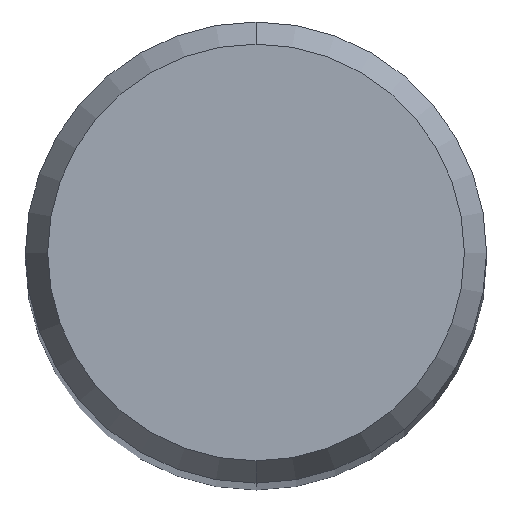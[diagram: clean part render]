
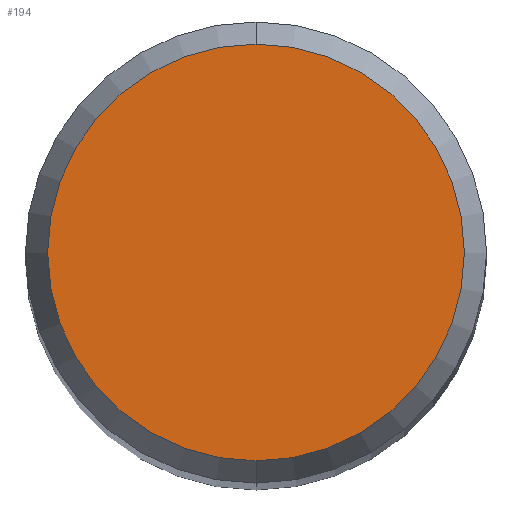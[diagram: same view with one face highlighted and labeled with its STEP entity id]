
A CAD part, top view. The second image highlights one B-rep face of the part: STEP entity #194.
In plain terms, the highlighted planar face has unit normal (0, 0, 1).
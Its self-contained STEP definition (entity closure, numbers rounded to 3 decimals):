
#194=ADVANCED_FACE('',(#491),#492,.T.);
#208=VERTEX_POINT('',#509);
#234=EDGE_CURVE('',#208,#306,#539,.T.);
#274=EDGE_CURVE('',#306,#208,#583,.T.);
#306=VERTEX_POINT('',#617);
#491=FACE_OUTER_BOUND('',#837,.T.);
#492=PLANE('',#838);
#509=CARTESIAN_POINT('',(0.0,2.152,0.));
#539=CIRCLE('',#974,2.152);
#583=CIRCLE('',#1094,2.152);
#617=CARTESIAN_POINT('',(0.,-2.152,0.));
#837=EDGE_LOOP('',(#1424,#1425));
#838=AXIS2_PLACEMENT_3D('',#1426,#1427,#1428);
#974=AXIS2_PLACEMENT_3D('',#1489,#1490,#1491);
#1094=AXIS2_PLACEMENT_3D('',#1554,#1555,#1556);
#1424=ORIENTED_EDGE('',*,*,#234,.F.);
#1425=ORIENTED_EDGE('',*,*,#274,.F.);
#1426=CARTESIAN_POINT('',(0.0,1.076,0.));
#1427=DIRECTION('',(-0.0,0.0,1.0));
#1428=DIRECTION('',(0.0,-1.0,0.0));
#1489=CARTESIAN_POINT('',(0.0,0.0,0.));
#1490=DIRECTION('',(0.0,0.0,-1.0));
#1491=DIRECTION('',(0.0,1.0,0.0));
#1554=CARTESIAN_POINT('',(0.0,0.0,0.));
#1555=DIRECTION('',(0.0,0.0,-1.0));
#1556=DIRECTION('',(0.0,1.0,0.0));
